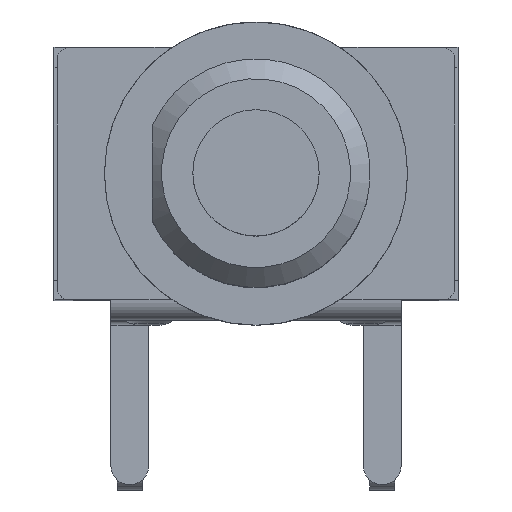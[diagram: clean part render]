
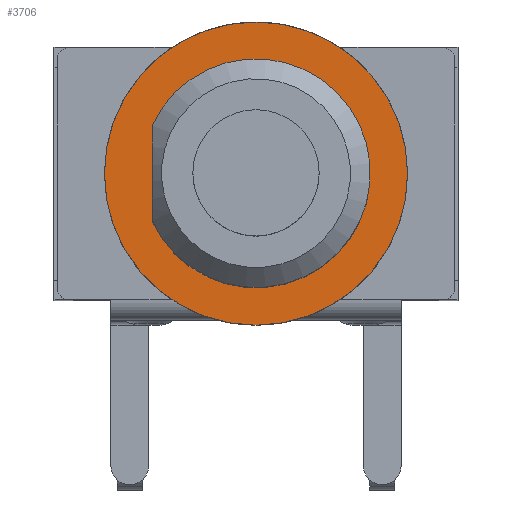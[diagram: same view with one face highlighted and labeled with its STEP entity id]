
A CAD part, top view. The second image highlights one B-rep face of the part: STEP entity #3706.
In plain terms, the highlighted planar face has unit normal (0, 0, 1).
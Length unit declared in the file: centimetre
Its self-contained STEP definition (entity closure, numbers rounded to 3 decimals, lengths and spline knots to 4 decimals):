
#37=FACE_BOUND('',#587,.T.);
#178=PLANE('',#4041);
#377=FACE_OUTER_BOUND('',#586,.T.);
#586=EDGE_LOOP('',(#3429));
#587=EDGE_LOOP('',(#3430,#3431));
#984=LINE('',#6272,#1385);
#1385=VECTOR('',#5050,1.);
#1523=CIRCLE('',#4040,0.23);
#1524=CIRCLE('',#4042,0.305);
#1854=VERTEX_POINT('',#6269);
#1855=VERTEX_POINT('',#6271);
#1856=VERTEX_POINT('',#6278);
#2381=EDGE_CURVE('',#1855,#1854,#984,.T.);
#2383=EDGE_CURVE('',#1854,#1855,#1523,.T.);
#2384=EDGE_CURVE('',#1856,#1856,#1524,.T.);
#3429=ORIENTED_EDGE('',*,*,#2384,.F.);
#3430=ORIENTED_EDGE('',*,*,#2381,.T.);
#3431=ORIENTED_EDGE('',*,*,#2383,.T.);
#3706=ADVANCED_FACE('',(#377,#37),#178,.F.);
#4040=AXIS2_PLACEMENT_3D('',#6276,#5056,#5057);
#4041=AXIS2_PLACEMENT_3D('',#6277,#5058,#5059);
#4042=AXIS2_PLACEMENT_3D('',#6279,#5060,#5061);
#5050=DIRECTION('',(0.,1.,0.));
#5056=DIRECTION('center_axis',(0.,0.,
-1.));
#5057=DIRECTION('ref_axis',(0.909,0.417,0.));
#5058=DIRECTION('center_axis',(0.,0.,
-1.));
#5059=DIRECTION('ref_axis',(1.,0.,0.));
#5060=DIRECTION('center_axis',(0.,0.,
-1.));
#5061=DIRECTION('ref_axis',(1.,0.,0.));
#6269=CARTESIAN_POINT('',(-0.209,0.096,0.825));
#6271=CARTESIAN_POINT('',(-0.209,-0.096,0.825));
#6272=CARTESIAN_POINT('',(-0.209,-0.048,0.825));
#6276=CARTESIAN_POINT('Origin',(0.,0.,
0.825));
#6277=CARTESIAN_POINT('Origin',(0.,0.,
0.825));
#6278=CARTESIAN_POINT('',(-0.305,0.,0.825));
#6279=CARTESIAN_POINT('Origin',(0.,0.,
0.825));
